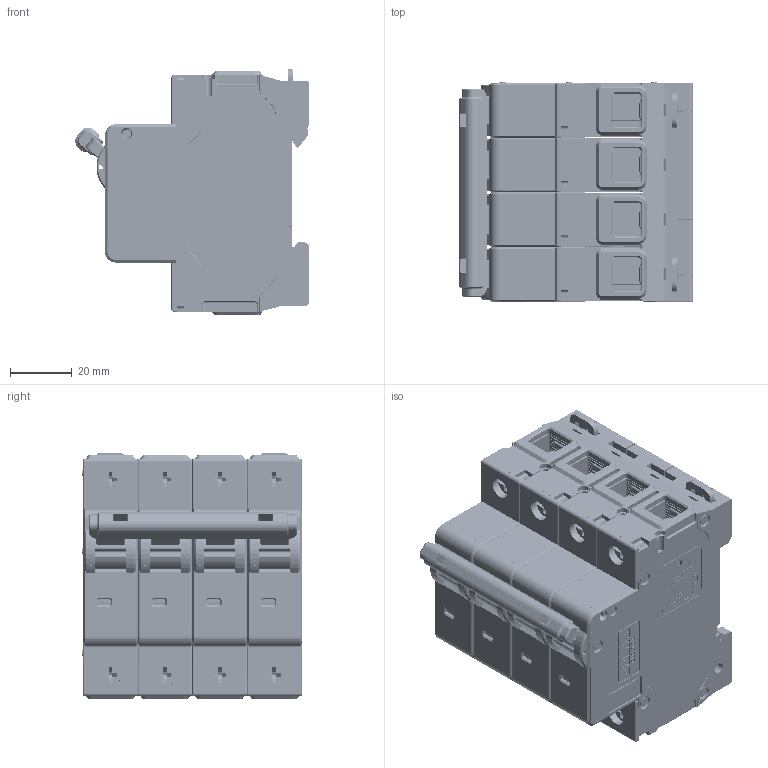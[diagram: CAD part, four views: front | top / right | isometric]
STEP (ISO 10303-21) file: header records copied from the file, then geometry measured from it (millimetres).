
FILE_DESCRIPTION((''),'2;1');
FILE_NAME('CDB6H-4P','2023-11-06T',('shuo.dai'),(''),'PRO/ENGINEER BY PARAMETRIC TECHNOLOGY CORPORATION, 2015440','PRO/ENGINEER BY PARAMETRIC TECHNOLOGY CORPORATION, 2015440','');
FILE_SCHEMA(('CONFIG_CONTROL_DESIGN'));
Products named in the file (1): CDB6H-4P
Bounding box: 75.68 x 71.05 x 79.9 mm (x, y, z)
Volume: 248152.1 mm3; surface area: 111930.4 mm2
Topology: 9 solids, 18 shells, 15072 faces, 41365 edges, 26674 vertices
Faces by surface type: plane 9496, cylinder 3075, extrusion 1313, cone 492, torus 360, bspline 232, sphere 104
Entity records: 503024 total; most frequent: CARTESIAN_POINT 124867, ORIENTED_EDGE 82682, DIRECTION 71802, EDGE_CURVE 41341, VECTOR 30626, LINE 29313, VERTEX_POINT 26674, AXIS2_PLACEMENT_3D 20588
